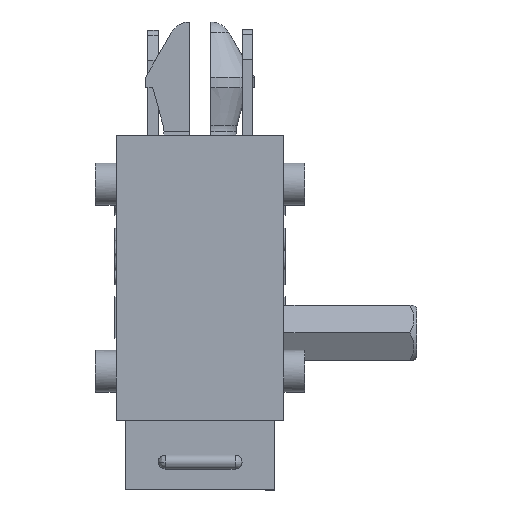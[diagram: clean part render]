
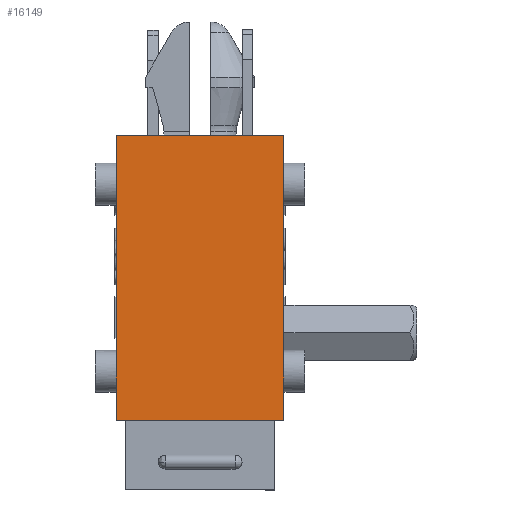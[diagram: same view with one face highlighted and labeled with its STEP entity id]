
A CAD part, left-side view. The second image highlights one B-rep face of the part: STEP entity #16149.
In plain terms, the highlighted planar face has unit normal (-1, 0, 0).
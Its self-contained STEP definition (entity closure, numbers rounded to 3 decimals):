
#813 = LINE ( 'NONE', #24192, #20788 ) ;
#2736 = PLANE ( 'NONE',  #23767 ) ;
#2910 = CARTESIAN_POINT ( 'NONE',  ( -8.636, 0., 6.452 ) ) ;
#6016 = LINE ( 'NONE', #35472, #14669 ) ;
#11675 = CARTESIAN_POINT ( 'NONE',  ( -8.636, 3.048, -6.451 ) ) ;
#11756 = ORIENTED_EDGE ( 'NONE', *, *, #19896, .T. ) ;
#13934 = CARTESIAN_POINT ( 'NONE',  ( -8.636, 6.096, -3.911 ) ) ;
#13961 = FACE_OUTER_BOUND ( 'NONE', #19922, .T. ) ;
#14669 = VECTOR ( 'NONE', #17609, 1000. ) ;
#14709 = DIRECTION ( 'NONE',  ( -1., 0., 0. ) ) ;
#14795 = LINE ( 'NONE', #34777, #32285 ) ;
#15659 = VERTEX_POINT ( 'NONE', #2910 ) ;
#16149 = ADVANCED_FACE ( 'NONE', ( #13961 ), #2736, .T. ) ;
#17609 = DIRECTION ( 'NONE',  ( 0., 0., -1. ) ) ;
#18333 = ORIENTED_EDGE ( 'NONE', *, *, #23095, .F. ) ;
#18389 = CARTESIAN_POINT ( 'NONE',  ( -8.636, 3.048, 6.452 ) ) ;
#19744 = VERTEX_POINT ( 'NONE', #29426 ) ;
#19896 = EDGE_CURVE ( 'NONE', #15659, #19744, #21227, .T. ) ;
#19922 = EDGE_LOOP ( 'NONE', ( #27243, #18333, #11756, #33917 ) ) ;
#20788 = VECTOR ( 'NONE', #30456, 1000. ) ;
#21227 = LINE ( 'NONE', #18389, #32578 ) ;
#22780 = EDGE_CURVE ( 'NONE', #34857, #19744, #14795, .T. ) ;
#23039 = CARTESIAN_POINT ( 'NONE',  ( -8.636, 0., -3.912 ) ) ;
#23095 = EDGE_CURVE ( 'NONE', #15659, #28655, #6016, .T. ) ;
#23767 = AXIS2_PLACEMENT_3D ( 'NONE', #11675, #14709, #32199 ) ;
#24192 = CARTESIAN_POINT ( 'NONE',  ( -8.636, 3.048, -3.911 ) ) ;
#24546 = EDGE_CURVE ( 'NONE', #34857, #28655, #813, .T. ) ;
#26759 = DIRECTION ( 'NONE',  ( 0., 1., 0. ) ) ;
#27243 = ORIENTED_EDGE ( 'NONE', *, *, #24546, .T. ) ;
#28655 = VERTEX_POINT ( 'NONE', #23039 ) ;
#29426 = CARTESIAN_POINT ( 'NONE',  ( -8.636, 6.096, 6.452 ) ) ;
#30456 = DIRECTION ( 'NONE',  ( 0., -1., 0. ) ) ;
#31917 = DIRECTION ( 'NONE',  ( 0., 0., 1. ) ) ;
#32199 = DIRECTION ( 'NONE',  ( 0., 0., -1. ) ) ;
#32285 = VECTOR ( 'NONE', #31917, 1000. ) ;
#32578 = VECTOR ( 'NONE', #26759, 1000. ) ;
#33917 = ORIENTED_EDGE ( 'NONE', *, *, #22780, .F. ) ;
#34777 = CARTESIAN_POINT ( 'NONE',  ( -8.636, 6.096, -6.451 ) ) ;
#34857 = VERTEX_POINT ( 'NONE', #13934 ) ;
#35472 = CARTESIAN_POINT ( 'NONE',  ( -8.636, 0., -6.452 ) ) ;
